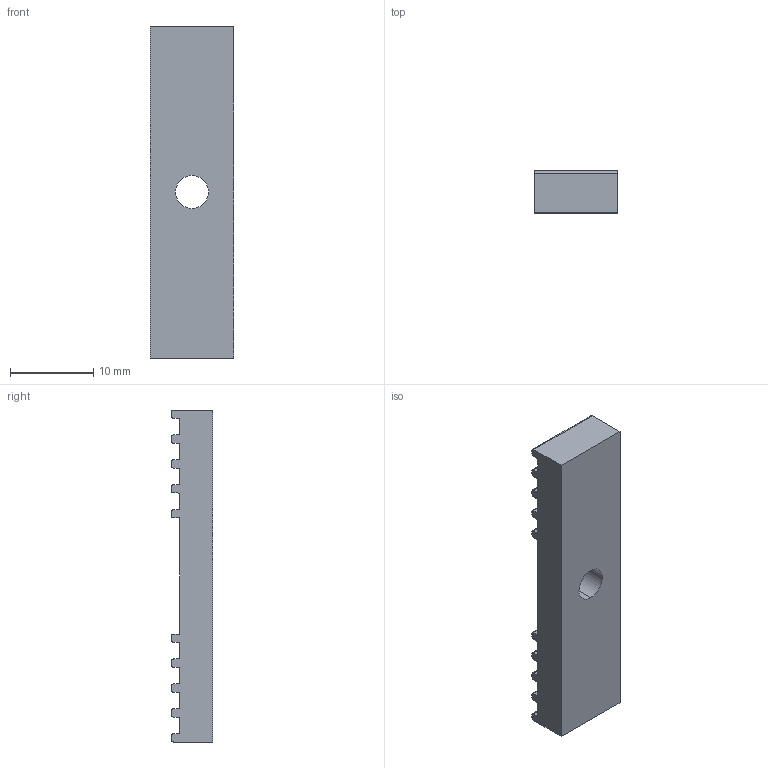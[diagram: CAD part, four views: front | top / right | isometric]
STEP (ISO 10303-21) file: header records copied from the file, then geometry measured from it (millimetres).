
FILE_DESCRIPTION (( 'STEP AP214' ), '1' );
FILE_NAME ('B507 Çàæèì äëÿ êðåïëåíèÿ ðåìíÿ GT3.STEP', '2025-07-01T10:29:26', ( '' ), ( '' ), 'SwSTEP 2.0', 'SolidWorks 2025', '' );
FILE_SCHEMA (( 'AUTOMOTIVE_DESIGN' ));
Length unit declared in the file: millimetre
Products named in the file (1): B507 Зажим для крепления ремня GT3
Bounding box: 10 x 5 x 40 mm (x, y, z)
Volume: 1645.9 mm3; surface area: 1418.6 mm2
Topology: 1 solids, 1 shells, 64 faces, 186 edges, 124 vertices
Faces by surface type: plane 42, cylinder 22
Entity records: 2141 total; most frequent: CARTESIAN_POINT 375, ORIENTED_EDGE 372, DIRECTION 360, EDGE_CURVE 186, LINE 142, VECTOR 142, VERTEX_POINT 124, AXIS2_PLACEMENT_3D 109
